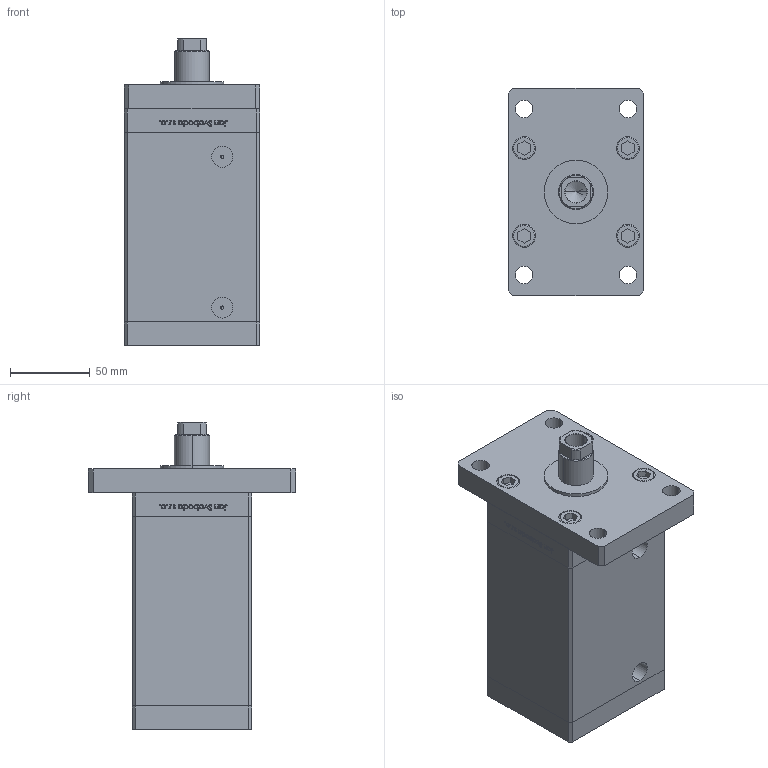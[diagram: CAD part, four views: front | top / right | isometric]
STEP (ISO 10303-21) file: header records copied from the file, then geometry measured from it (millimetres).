
FILE_DESCRIPTION (( 'STEP AP203' ), '1' );
FILE_NAME ('1b0f.STEP', '2024-01-08T17:21:14', ( '' ), ( '' ), 'SwSTEP 2.0', 'SolidWorks 2019', '' );
FILE_SCHEMA (( 'CONFIG_CONTROL_DESIGN' ));
Length unit declared in the file: millimetre
Products named in the file (7): ALLEN BOLT 8ebc709872a8678d36a951c1a84db7c1; V220C_FRONT_F 8ebc709872a8678d36a951c1a84db7c1; 1b0f; V220C_F_MIDDLE 8ebc709872a8678d36a951c1a84db7c1; V220C BACK_F 8ebc709872a8678d36a951c1a84db7c1; V220C_F 8ebc709872a8678d36a951c1a84db7c1; V220C_VC_F 8ebc709872a8678d36a951c1a84db7c1
Assembly tree (19 placements, depth 2):
  1b0f
    V220C BACK_F 8ebc709872a8678d36a951c1a84db7c1
    V220C_F_MIDDLE 8ebc709872a8678d36a951c1a84db7c1
    V220C_FRONT_F 8ebc709872a8678d36a951c1a84db7c1
    V220C_F 8ebc709872a8678d36a951c1a84db7c1
    ALLEN BOLT 8ebc709872a8678d36a951c1a84db7c1  x14
    V220C_VC_F 8ebc709872a8678d36a951c1a84db7c1
Bounding box: 85 x 130 x 192.8 mm (x, y, z)
Volume: 1002089.6 mm3; surface area: 183822.1 mm2
Topology: 19 solids, 19 shells, 1310 faces, 3243 edges, 2119 vertices
Faces by surface type: plane 517, bspline 484, cylinder 187, cone 62, torus 60
Entity records: 53658 total; most frequent: CARTESIAN_POINT 30454, ORIENTED_EDGE 5286, DIRECTION 3085, EDGE_CURVE 2643, VERTEX_POINT 1755, LINE 1369, VECTOR 1369, EDGE_LOOP 1210
